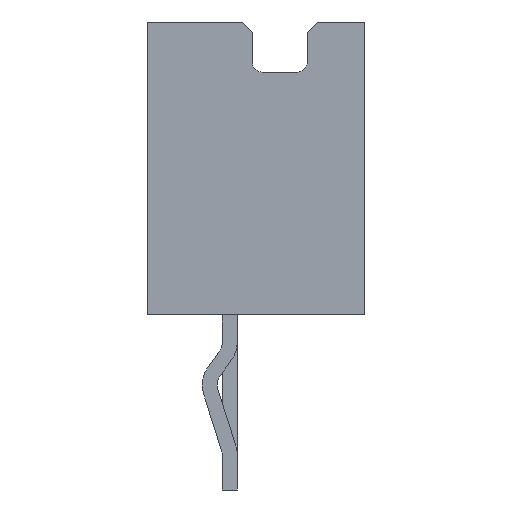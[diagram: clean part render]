
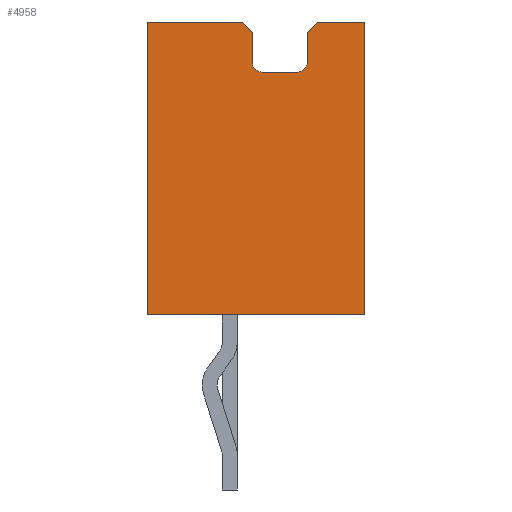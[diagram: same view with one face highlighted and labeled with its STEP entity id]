
A CAD part, left-side view. The second image highlights one B-rep face of the part: STEP entity #4958.
In plain terms, the highlighted planar face has unit normal (-1, 0, 0).
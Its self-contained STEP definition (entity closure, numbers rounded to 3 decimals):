
#5=DIRECTION('',(0.,-1.,0.));
#6=VECTOR('',#5,1.9);
#7=CARTESIAN_POINT('',(-7.,2.175,2.925));
#8=LINE('',#7,#6);
#61=DIRECTION('',(0.,-1.,0.));
#62=VECTOR('',#61,0.95);
#63=CARTESIAN_POINT('',(-7.,-1.225,2.925));
#64=LINE('',#63,#62);
#95=DIRECTION('',(0.,0.707,0.707));
#96=VECTOR('',#95,0.283);
#97=CARTESIAN_POINT('',(-7.,0.075,2.725));
#98=LINE('',#97,#96);
#99=DIRECTION('',(0.,0.,-1.));
#100=VECTOR('',#99,0.6);
#101=CARTESIAN_POINT('',(-7.,0.075,2.725));
#102=LINE('',#101,#100);
#103=CARTESIAN_POINT('',(-7.,-0.125,2.125));
#104=DIRECTION('',(1.,0.,0.));
#105=DIRECTION('',(0.,0.,-1.));
#106=AXIS2_PLACEMENT_3D('',#103,#104,#105);
#108=DIRECTION('',(0.,1.,0.));
#109=VECTOR('',#108,0.7);
#110=CARTESIAN_POINT('',(-7.,-0.825,1.925));
#111=LINE('',#110,#109);
#112=CARTESIAN_POINT('',(-7.,-0.825,2.125));
#113=DIRECTION('',(1.,0.,0.));
#114=DIRECTION('',(0.,-1.,0.));
#115=AXIS2_PLACEMENT_3D('',#112,#113,#114);
#117=DIRECTION('',(0.,0.,-1.));
#118=VECTOR('',#117,0.6);
#119=CARTESIAN_POINT('',(-7.,-1.025,2.725));
#120=LINE('',#119,#118);
#121=DIRECTION('',(0.,0.707,-0.707));
#122=VECTOR('',#121,0.283);
#123=CARTESIAN_POINT('',(-7.,-1.225,2.925));
#124=LINE('',#123,#122);
#125=DIRECTION('',(0.,0.,1.));
#126=VECTOR('',#125,5.85);
#127=CARTESIAN_POINT('',(-7.,2.175,-2.925));
#128=LINE('',#127,#126);
#2293=DIRECTION('',(0.,-1.,0.));
#2294=VECTOR('',#2293,4.35);
#2295=CARTESIAN_POINT('',(-7.,2.175,-2.925));
#2296=LINE('',#2295,#2294);
#2469=DIRECTION('',(0.,0.,1.));
#2470=VECTOR('',#2469,5.85);
#2471=CARTESIAN_POINT('',(-7.,-2.175,-2.925));
#2472=LINE('',#2471,#2470);
#3703=CARTESIAN_POINT('',(-7.,2.175,-2.925));
#3704=CARTESIAN_POINT('',(-7.,-2.175,-2.925));
#3705=VERTEX_POINT('',#3703);
#3706=VERTEX_POINT('',#3704);
#3707=CARTESIAN_POINT('',(-7.,-2.175,2.925));
#3709=VERTEX_POINT('',#3707);
#3712=CARTESIAN_POINT('',(-7.,2.175,2.925));
#3714=VERTEX_POINT('',#3712);
#3727=CARTESIAN_POINT('',(-7.,-1.025,2.125));
#3728=CARTESIAN_POINT('',(-7.,-0.825,1.925));
#3729=VERTEX_POINT('',#3727);
#3730=VERTEX_POINT('',#3728);
#3731=CARTESIAN_POINT('',(-7.,-0.125,1.925));
#3732=VERTEX_POINT('',#3731);
#3733=CARTESIAN_POINT('',(-7.,0.075,2.125));
#3734=VERTEX_POINT('',#3733);
#3965=CARTESIAN_POINT('',(-7.,0.075,2.725));
#3966=CARTESIAN_POINT('',(-7.,0.275,2.925));
#3967=VERTEX_POINT('',#3965);
#3968=VERTEX_POINT('',#3966);
#4033=CARTESIAN_POINT('',(-7.,-1.225,2.925));
#4034=CARTESIAN_POINT('',(-7.,-1.025,2.725));
#4035=VERTEX_POINT('',#4033);
#4036=VERTEX_POINT('',#4034);
#4930=CARTESIAN_POINT('',(-7.,2.175,-2.925));
#4931=DIRECTION('',(-1.,0.,0.));
#4932=DIRECTION('',(0.,-1.,0.));
#4933=AXIS2_PLACEMENT_3D('',#4930,#4931,#4932);
#4934=PLANE('',#4933);
#4935=ORIENTED_EDGE('',*,*,#4920,.F.);
#4937=ORIENTED_EDGE('',*,*,#4936,.T.);
#4939=ORIENTED_EDGE('',*,*,#4938,.F.);
#4941=ORIENTED_EDGE('',*,*,#4940,.F.);
#4943=ORIENTED_EDGE('',*,*,#4942,.F.);
#4945=ORIENTED_EDGE('',*,*,#4944,.F.);
#4947=ORIENTED_EDGE('',*,*,#4946,.F.);
#4948=ORIENTED_EDGE('',*,*,#4898,.T.);
#4950=ORIENTED_EDGE('',*,*,#4949,.F.);
#4952=ORIENTED_EDGE('',*,*,#4951,.F.);
#4954=ORIENTED_EDGE('',*,*,#4953,.T.);
#4955=ORIENTED_EDGE('',*,*,#4862,.T.);
#4956=EDGE_LOOP('',(#4935,#4937,#4939,#4941,#4943,#4945,#4947,#4948,#4950,#4952,
#4954,#4955));
#4957=FACE_OUTER_BOUND('',#4956,.F.);
#4958=ADVANCED_FACE('',(#4957),#4934,.T.);
#107=CIRCLE('',#106,0.2);
#116=CIRCLE('',#115,0.2);
#4862=EDGE_CURVE('',#3714,#3968,#8,.T.);
#4898=EDGE_CURVE('',#4035,#3709,#64,.T.);
#4920=EDGE_CURVE('',#3967,#3968,#98,.T.);
#4936=EDGE_CURVE('',#3967,#3734,#102,.T.);
#4938=EDGE_CURVE('',#3732,#3734,#107,.T.);
#4940=EDGE_CURVE('',#3730,#3732,#111,.T.);
#4942=EDGE_CURVE('',#3729,#3730,#116,.T.);
#4944=EDGE_CURVE('',#4036,#3729,#120,.T.);
#4946=EDGE_CURVE('',#4035,#4036,#124,.T.);
#4949=EDGE_CURVE('',#3706,#3709,#2472,.T.);
#4951=EDGE_CURVE('',#3705,#3706,#2296,.T.);
#4953=EDGE_CURVE('',#3705,#3714,#128,.T.);
